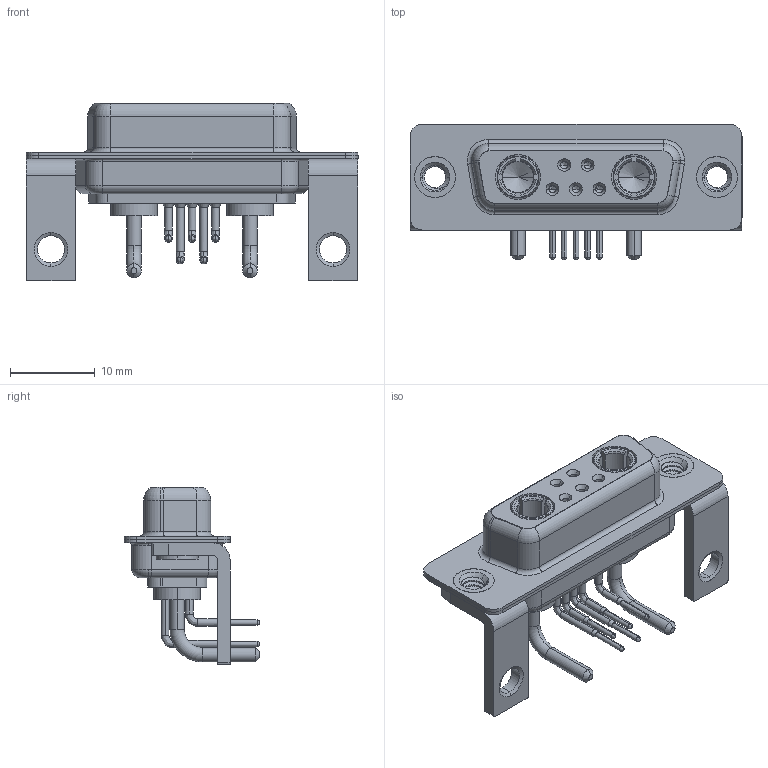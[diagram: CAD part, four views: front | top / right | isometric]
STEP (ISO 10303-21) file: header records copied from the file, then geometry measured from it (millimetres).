
FILE_DESCRIPTION (( 'STEP AP203' ), '1' );
FILE_NAME ('630-7W2-240-1TC.STEP', '2022-05-30T23:43:27', ( '' ), ( '' ), 'SwSTEP 2.0', 'SolidWorks 2020', '' );
FILE_SCHEMA (( 'CONFIG_CONTROL_DESIGN' ));
Length unit declared in the file: millimetre
Products named in the file (9): 630Combo Contact Row 2; 630Combo Threaded Rivet_B; 630Combo Shell Front_15 Contacts; 630-7W2-240-1TC; 630Combo Contact Row 1; 630Combo Shell Rear_15 Contacts; 630Combo Stabilizer Bracket; Power Socket_10A RA; 630Combo Housing_7W2
Assembly tree (14 placements, depth 2):
  630-7W2-240-1TC
    630Combo Housing_7W2
    630Combo Shell Front_15 Contacts
    630Combo Shell Rear_15 Contacts
    630Combo Threaded Rivet_B  x2
    630Combo Stabilizer Bracket  x2
    Power Socket_10A RA  x2
    630Combo Contact Row 1  x2
    630Combo Contact Row 2  x3
Bounding box: 39.2 x 16 x 21 mm (x, y, z)
Volume: 2788.1 mm3; surface area: 6569 mm2
Topology: 16 solids, 16 shells, 738 faces, 1872 edges, 1184 vertices
Faces by surface type: cylinder 320, plane 220, cone 101, torus 69, bspline 28
Entity records: 17594 total; most frequent: CARTESIAN_POINT 4490, DIRECTION 2686, ORIENTED_EDGE 2428, EDGE_CURVE 1214, AXIS2_PLACEMENT_3D 1095, VERTEX_POINT 773, CIRCLE 597, EDGE_LOOP 559
